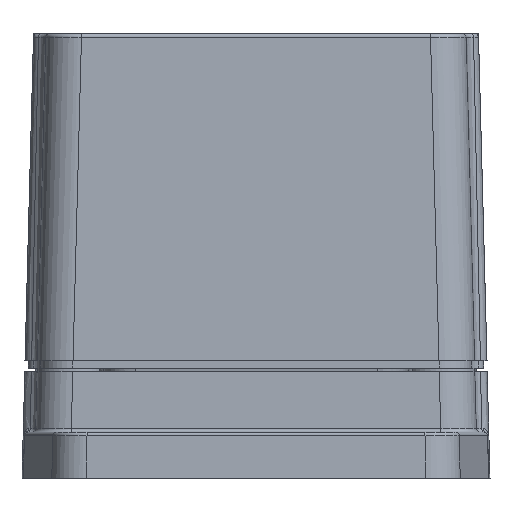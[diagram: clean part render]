
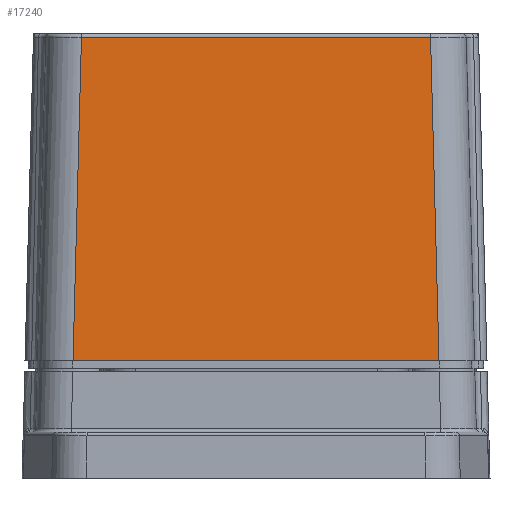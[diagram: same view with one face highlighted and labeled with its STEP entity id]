
A CAD part, front view. The second image highlights one B-rep face of the part: STEP entity #17240.
In plain terms, the highlighted face is planar.
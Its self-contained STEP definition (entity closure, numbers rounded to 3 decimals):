
#2795=FACE_OUTER_BOUND('',#3942,.T.);
#3942=EDGE_LOOP('',(#15265,#15266,#15267,#15268));
#5336=LINE('',#32773,#6694);
#5349=LINE('',#32948,#6707);
#5357=LINE('',#33169,#6715);
#5358=LINE('',#33171,#6716);
#6694=VECTOR('',#22583,51.451);
#6707=VECTOR('',#22646,49.067);
#6715=VECTOR('',#22712,45.544);
#6716=VECTOR('',#22715,45.544);
#8281=VERTEX_POINT('',#32770);
#8282=VERTEX_POINT('',#32772);
#8301=VERTEX_POINT('',#32940);
#8303=VERTEX_POINT('',#32946);
#10621=EDGE_CURVE('',#8282,#8281,#5336,.T.);
#10656=EDGE_CURVE('',#8303,#8301,#5349,.T.);
#10688=EDGE_CURVE('',#8301,#8281,#5357,.T.);
#10689=EDGE_CURVE('',#8282,#8303,#5358,.T.);
#15265=ORIENTED_EDGE('',*,*,#10621,.T.);
#15266=ORIENTED_EDGE('',*,*,#10688,.F.);
#15267=ORIENTED_EDGE('',*,*,#10656,.F.);
#15268=ORIENTED_EDGE('',*,*,#10689,.F.);
#16307=PLANE('',#18673);
#17240=ADVANCED_FACE('',(#2795),#16307,.T.);
#18673=AXIS2_PLACEMENT_3D('',#33170,#22713,#22714);
#22583=DIRECTION('',(1.,0.,0.));
#22646=DIRECTION('',(1.,0.,0.));
#22712=DIRECTION('',(0.026,0.026,0.999));
#22713=DIRECTION('center_axis',(0.,1.,-0.026));
#22714=DIRECTION('ref_axis',(1.,0.,0.));
#22715=DIRECTION('',(0.026,-0.026,-0.999));
#32770=CARTESIAN_POINT('',(45.502,12.1,-1.));
#32772=CARTESIAN_POINT('',(-5.95,12.1,-1.));
#32773=CARTESIAN_POINT('',(36.026,12.1,-1.));
#32940=CARTESIAN_POINT('',(44.31,10.909,-46.513));
#32946=CARTESIAN_POINT('',(-4.758,10.909,-46.513));
#32948=CARTESIAN_POINT('',(36.026,10.909,-46.513));
#33169=CARTESIAN_POINT('',(45.532,12.131,0.176));
#33170=CARTESIAN_POINT('Origin',(52.276,12.127,0.));
#33171=CARTESIAN_POINT('',(-5.936,12.087,-1.523));
